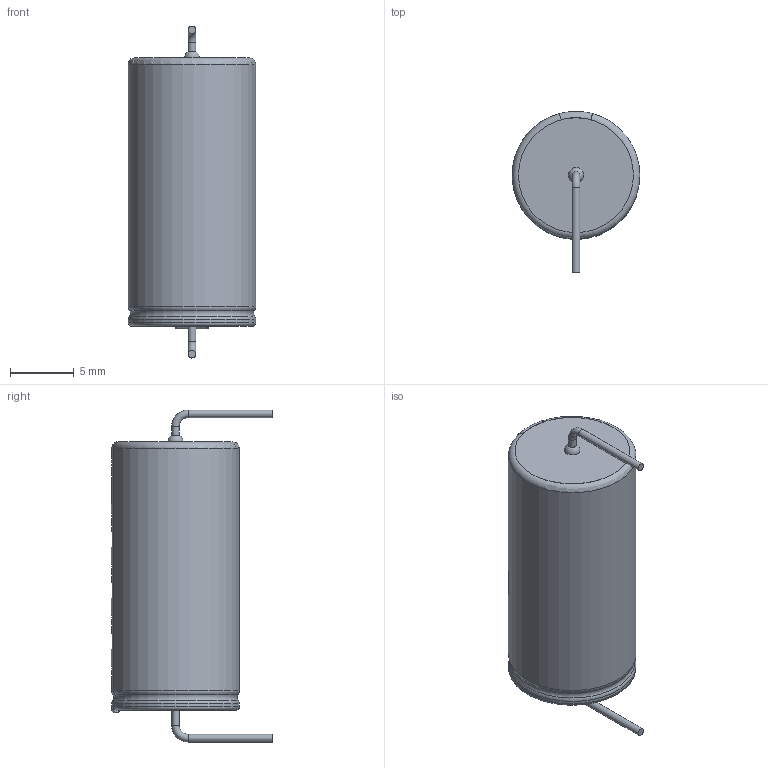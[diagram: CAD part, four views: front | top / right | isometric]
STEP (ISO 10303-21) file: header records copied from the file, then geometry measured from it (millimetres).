
FILE_DESCRIPTION(('FreeCAD Model'),'2;1');
FILE_NAME('Vishay_516D_D10_L21_P25.4_d0.6_LL2.6.step','2019-07-10T15:59:36', ('Author'),(''),'Open CASCADE STEP processor 7.3','FreeCAD','Unknown' );
FILE_SCHEMA(('AUTOMOTIVE_DESIGN { 1 0 10303 214 1 1 1 1 }'));
Length unit declared in the file: millimetre
Products named in the file (1): Vishay_516D_D10_L21_P25.4_d0.6_LL2.6
Bounding box: 9.99 x 12.61 x 26 mm (x, y, z)
Volume: 1651.7 mm3; surface area: 845.5 mm2
Topology: 1 solids, 1 shells, 65 faces, 158 edges, 102 vertices
Faces by surface type: plane 31, cylinder 17, torus 16, sphere 1
Full cylindrical faces by diameter (mm): 0.6 x4, 9 x1
Entity records: 2641 total; most frequent: CARTESIAN_POINT 582, DIRECTION 364, ORIENTED_EDGE 316, EDGE_CURVE 158, AXIS2_PLACEMENT_3D 150, VERTEX_POINT 102, FACE_BOUND 72, EDGE_LOOP 72
